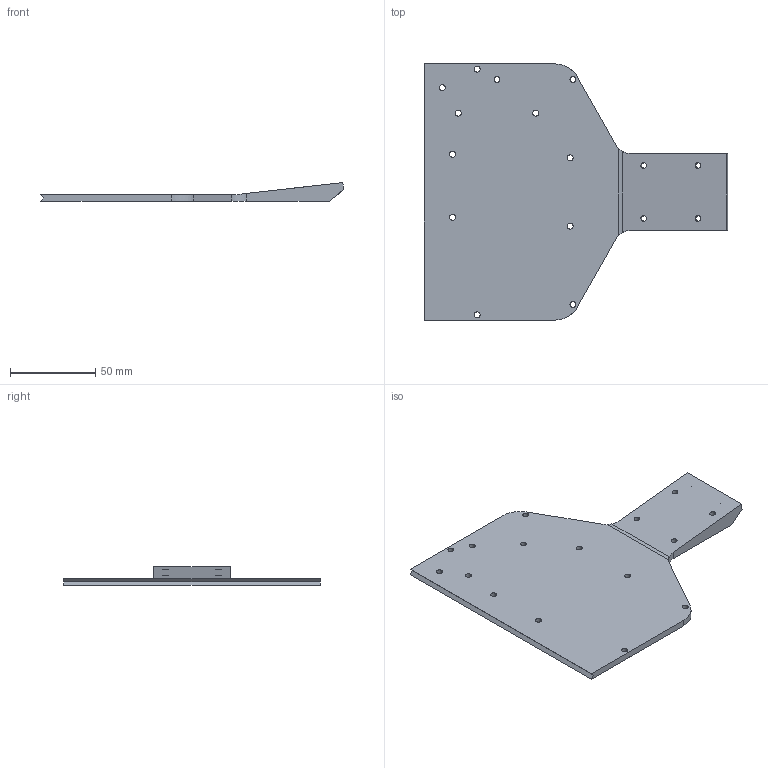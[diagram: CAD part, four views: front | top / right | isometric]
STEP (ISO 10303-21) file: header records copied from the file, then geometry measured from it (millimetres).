
FILE_DESCRIPTION(('STEP AP214'),'1');
FILE_NAME('Chassie Plate Front.B.0.stp','2013-08-04T21:04:59',(' '),(' '),'Spatial InterOp 3D',' ',' ');
FILE_SCHEMA(('automotive_design'));
Length unit declared in the file: millimetre
Products named in the file (1): Chassie Plate Front
Bounding box: 177.55 x 150 x 11 mm (x, y, z)
Volume: 80577.4 mm3; surface area: 40869.9 mm2
Topology: 1 solids, 1 shells, 92 faces, 258 edges, 170 vertices
Faces by surface type: cylinder 49, cone 24, plane 19
Entity records: 3862 total; most frequent: DIRECTION 588, CARTESIAN_POINT 533, ORIENTED_EDGE 516, EDGE_CURVE 258, AXIS2_PLACEMENT_3D 241, VERTEX_POINT 170, CIRCLE 138, EDGE_LOOP 126
